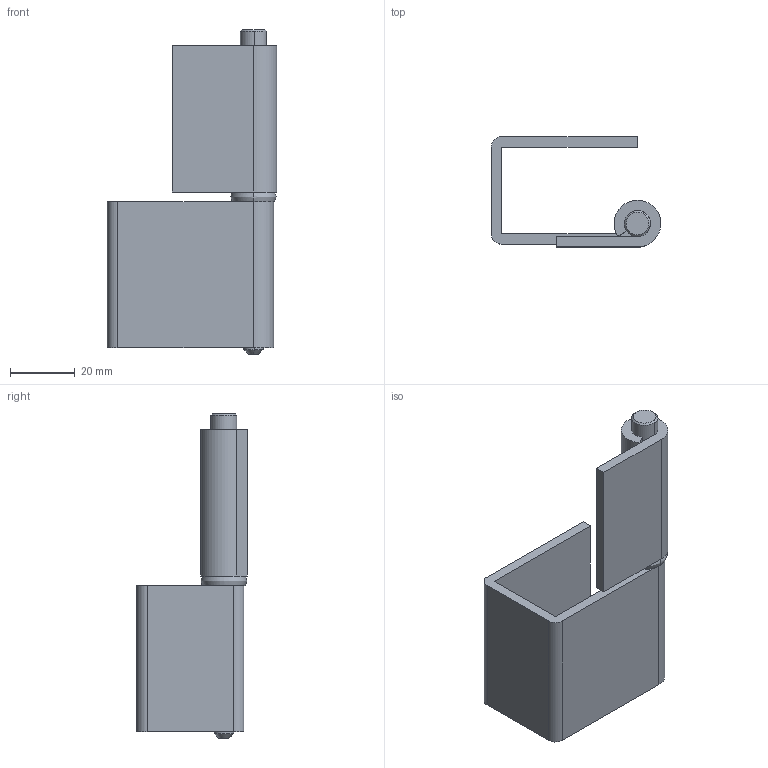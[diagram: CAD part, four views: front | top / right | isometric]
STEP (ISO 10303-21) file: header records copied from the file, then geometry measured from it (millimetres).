
FILE_DESCRIPTION((''),'2;1');
FILE_NAME('','2005-04-20T09:43:26',(''),(''),'','CADfix','');
FILE_SCHEMA(('AUTOMOTIVE_DESIGN'));
Length unit declared in the file: millimetre
Products named in the file (5): washer; shaft; hinge piece_B; hinge piece_A; TH_52_1_10714_36
Assembly tree (4 placements, depth 2):
  TH_52_1_10714_36
    washer
    shaft
    hinge piece_B
    hinge piece_A
Bounding box: 52.19 x 34 x 100 mm (x, y, z)
Volume: 32182.9 mm3; surface area: 21937.4 mm2
Topology: 4 solids, 4 shells, 39 faces, 109 edges, 79 vertices
Faces by surface type: bspline 39
Entity records: 1517 total; most frequent: CARTESIAN_POINT 779, ORIENTED_EDGE 218, EDGE_CURVE 109, VERTEX_POINT 79, QUASI_UNIFORM_CURVE 52, EDGE_LOOP 42, FACE_OUTER_BOUND 39, ADVANCED_FACE 39
